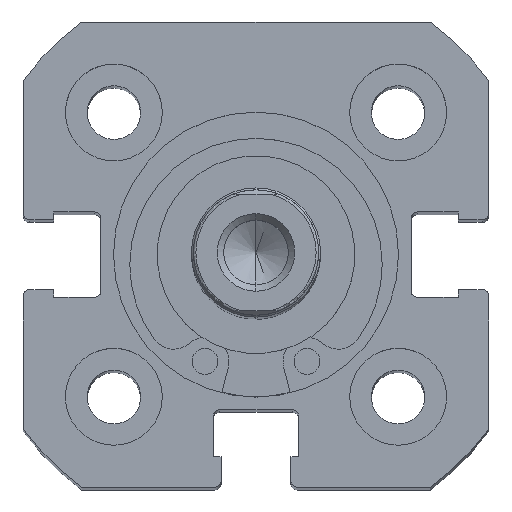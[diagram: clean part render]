
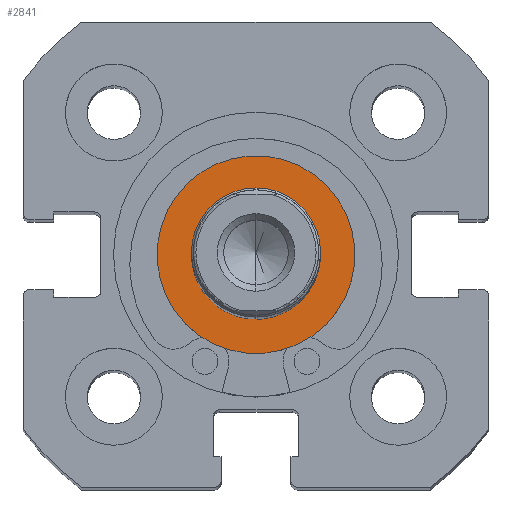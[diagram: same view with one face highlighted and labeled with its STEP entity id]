
A CAD part, top view. The second image highlights one B-rep face of the part: STEP entity #2841.
In plain terms, the highlighted face is planar.
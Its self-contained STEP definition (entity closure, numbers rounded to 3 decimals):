
#96 = EDGE_CURVE ( 'NONE', #5031, #5246, #1410, .T. ) ;
#135 = EDGE_CURVE ( 'NONE', #5065, #5479, #1464, .T. ) ;
#212 = EDGE_CURVE ( 'NONE', #5479, #5065, #1566, .T. ) ;
#400 = EDGE_CURVE ( 'NONE', #5246, #5031, #1847, .T. ) ;
#494 = AXIS2_PLACEMENT_3D ( 'NONE', #4947, #5236, #5235 ) ;
#517 = AXIS2_PLACEMENT_3D ( 'NONE', #5203, #5204, #5077 ) ;
#571 = AXIS2_PLACEMENT_3D ( 'NONE', #4569, #4567, #4566 ) ;
#660 = AXIS2_PLACEMENT_3D ( 'NONE', #2397, #2395, #2392 ) ;
#847 = AXIS2_PLACEMENT_3D ( 'NONE', #3278, #3280, #3281 ) ;
#1137 = EDGE_LOOP ( 'NONE', ( #5585, #5484 ) ) ;
#1138 = EDGE_LOOP ( 'NONE', ( #5324, #5344 ) ) ;
#1410 = CIRCLE ( 'NONE', #494, 5. ) ;
#1464 = CIRCLE ( 'NONE', #517, 7.65 ) ;
#1566 = CIRCLE ( 'NONE', #571, 7.65 ) ;
#1847 = CIRCLE ( 'NONE', #660, 5. ) ;
#2392 = DIRECTION ( 'NONE',  ( 0., 0., 1. ) ) ;
#2395 = DIRECTION ( 'NONE',  ( -1., 0., 0. ) ) ;
#2397 = CARTESIAN_POINT ( 'NONE',  ( 0., 0., 0. ) ) ;
#2841 = ADVANCED_FACE ( 'NONE', ( #4090, #4096 ), #3279, .F. ) ;
#3278 = CARTESIAN_POINT ( 'NONE',  ( 0., 7.65, 0. ) ) ;
#3279 = PLANE ( 'NONE',  #847 ) ;
#3280 = DIRECTION ( 'NONE',  ( 1., 0., 0. ) ) ;
#3281 = DIRECTION ( 'NONE',  ( 0., 0., -1. ) ) ;
#3554 = CARTESIAN_POINT ( 'NONE',  ( 0., 0., 5. ) ) ;
#3575 = CARTESIAN_POINT ( 'NONE',  ( 0., 0., 7.65 ) ) ;
#3616 = CARTESIAN_POINT ( 'NONE',  ( 0., 0., -5. ) ) ;
#3683 = CARTESIAN_POINT ( 'NONE',  ( 0., 0., -7.65 ) ) ;
#4090 = FACE_BOUND ( 'NONE', #1138, .T. ) ;
#4096 = FACE_OUTER_BOUND ( 'NONE', #1137, .T. ) ;
#4566 = DIRECTION ( 'NONE',  ( 0., 0., 1. ) ) ;
#4567 = DIRECTION ( 'NONE',  ( -1., 0., 0. ) ) ;
#4569 = CARTESIAN_POINT ( 'NONE',  ( 0., 0., 0. ) ) ;
#4947 = CARTESIAN_POINT ( 'NONE',  ( 0., 0., 0. ) ) ;
#5031 = VERTEX_POINT ( 'NONE', #3554 ) ;
#5065 = VERTEX_POINT ( 'NONE', #3575 ) ;
#5077 = DIRECTION ( 'NONE',  ( 0., 0., 1. ) ) ;
#5203 = CARTESIAN_POINT ( 'NONE',  ( 0., 0., 0. ) ) ;
#5204 = DIRECTION ( 'NONE',  ( -1., 0., 0. ) ) ;
#5235 = DIRECTION ( 'NONE',  ( 0., 0., 1. ) ) ;
#5236 = DIRECTION ( 'NONE',  ( -1., 0., 0. ) ) ;
#5246 = VERTEX_POINT ( 'NONE', #3616 ) ;
#5324 = ORIENTED_EDGE ( 'NONE', *, *, #96, .F. ) ;
#5344 = ORIENTED_EDGE ( 'NONE', *, *, #400, .F. ) ;
#5479 = VERTEX_POINT ( 'NONE', #3683 ) ;
#5484 = ORIENTED_EDGE ( 'NONE', *, *, #212, .T. ) ;
#5585 = ORIENTED_EDGE ( 'NONE', *, *, #135, .T. ) ;
